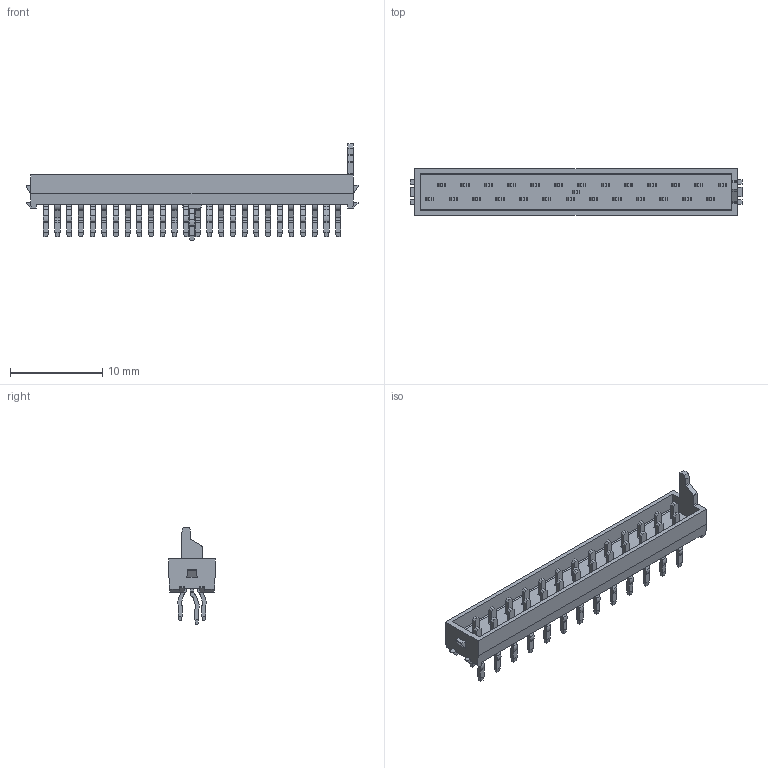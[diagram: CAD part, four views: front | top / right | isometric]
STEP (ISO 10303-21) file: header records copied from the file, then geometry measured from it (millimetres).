
FILE_DESCRIPTION( ( 'Unknown' ), '1' );
FILE_NAME( '690357102672.stp', 'Unknown', ( 'Unknown' ), ( 'Unknown' ), 'XStep 1.0', 'Unknown', ' ' );
FILE_SCHEMA( ( 'automotive_design' ) );
Length unit declared in the file: millimetre
Products named in the file (3): Assem1; Gehäuse; Pin
Bounding box: 36.05 x 5 x 10.5 mm (x, y, z)
Volume: 616.2 mm3; surface area: 2197.8 mm2
Topology: 29 solids, 29 shells, 1736 faces, 4806 edges, 3132 vertices
Faces by surface type: plane 1346, cylinder 390
Entity records: 12604 total; most frequent: CARTESIAN_POINT 2190, ORIENTED_EDGE 2156, DIRECTION 1910, EDGE_CURVE 1078, LINE 1038, VECTOR 1038, VERTEX_POINT 716, AXIS2_PLACEMENT_3D 436
